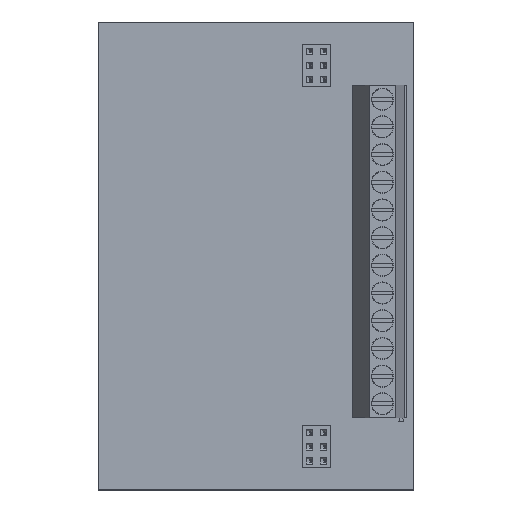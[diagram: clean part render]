
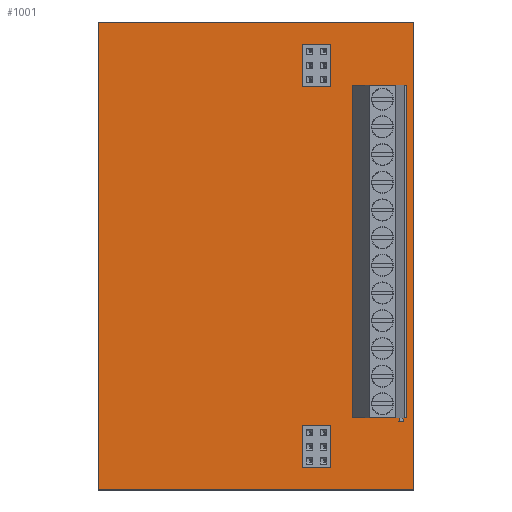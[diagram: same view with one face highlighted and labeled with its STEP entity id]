
A CAD part, top view. The second image highlights one B-rep face of the part: STEP entity #1001.
In plain terms, the highlighted planar face has unit normal (0, 0, 1).
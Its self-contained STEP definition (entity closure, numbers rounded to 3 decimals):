
#90 = VERTEX_POINT('',#91);
#91 = CARTESIAN_POINT('',(100.,-63.,0.));
#108 = VERTEX_POINT('',#109);
#109 = CARTESIAN_POINT('',(157.,-63.,0.));
#115 = EDGE_CURVE('',#90,#108,#116,.T.);
#116 = LINE('',#117,#118);
#117 = CARTESIAN_POINT('',(100.,-63.,0.));
#118 = VECTOR('',#119,1.);
#119 = DIRECTION('',(1.,0.,0.));
#130 = VERTEX_POINT('',#131);
#131 = CARTESIAN_POINT('',(100.,-147.5,0.));
#146 = EDGE_CURVE('',#130,#90,#147,.T.);
#147 = LINE('',#148,#149);
#148 = CARTESIAN_POINT('',(100.,-147.5,0.));
#149 = VECTOR('',#150,1.);
#150 = DIRECTION('',(0.,1.,0.));
#170 = VERTEX_POINT('',#171);
#171 = CARTESIAN_POINT('',(157.,-147.5,0.));
#177 = EDGE_CURVE('',#108,#170,#178,.T.);
#178 = LINE('',#179,#180);
#179 = CARTESIAN_POINT('',(157.,-63.,0.));
#180 = VECTOR('',#181,1.);
#181 = DIRECTION('',(0.,-1.,0.));
#199 = EDGE_CURVE('',#170,#130,#200,.T.);
#200 = LINE('',#201,#202);
#201 = CARTESIAN_POINT('',(157.,-147.5,0.));
#202 = VECTOR('',#203,1.);
#203 = DIRECTION('',(-1.,0.,0.));
#214 = VERTEX_POINT('',#215);
#215 = CARTESIAN_POINT('',(151.78,-131.962,0.));
#231 = EDGE_CURVE('',#214,#214,#232,.T.);
#232 = CIRCLE('',#233,0.65);
#233 = AXIS2_PLACEMENT_3D('',#234,#235,#236);
#234 = CARTESIAN_POINT('',(151.13,-131.962,0.));
#235 = DIRECTION('',(0.,0.,1.));
#236 = DIRECTION('',(1.,0.,-0.));
#247 = VERTEX_POINT('',#248);
#248 = CARTESIAN_POINT('',(151.78,-126.962,0.));
#264 = EDGE_CURVE('',#247,#247,#265,.T.);
#265 = CIRCLE('',#266,0.65);
#266 = AXIS2_PLACEMENT_3D('',#267,#268,#269);
#267 = CARTESIAN_POINT('',(151.13,-126.962,0.));
#268 = DIRECTION('',(0.,0.,1.));
#269 = DIRECTION('',(1.,0.,-0.));
#280 = VERTEX_POINT('',#281);
#281 = CARTESIAN_POINT('',(151.78,-121.962,0.));
#297 = EDGE_CURVE('',#280,#280,#298,.T.);
#298 = CIRCLE('',#299,0.65);
#299 = AXIS2_PLACEMENT_3D('',#300,#301,#302);
#300 = CARTESIAN_POINT('',(151.13,-121.962,0.));
#301 = DIRECTION('',(0.,0.,1.));
#302 = DIRECTION('',(1.,0.,-0.));
#313 = VERTEX_POINT('',#314);
#314 = CARTESIAN_POINT('',(151.78,-116.962,0.));
#330 = EDGE_CURVE('',#313,#313,#331,.T.);
#331 = CIRCLE('',#332,0.65);
#332 = AXIS2_PLACEMENT_3D('',#333,#334,#335);
#333 = CARTESIAN_POINT('',(151.13,-116.962,0.));
#334 = DIRECTION('',(0.,0.,1.));
#335 = DIRECTION('',(1.,0.,-0.));
#346 = VERTEX_POINT('',#347);
#347 = CARTESIAN_POINT('',(151.78,-111.962,0.));
#363 = EDGE_CURVE('',#346,#346,#364,.T.);
#364 = CIRCLE('',#365,0.65);
#365 = AXIS2_PLACEMENT_3D('',#366,#367,#368);
#366 = CARTESIAN_POINT('',(151.13,-111.962,0.));
#367 = DIRECTION('',(0.,0.,1.));
#368 = DIRECTION('',(1.,0.,-0.));
#379 = VERTEX_POINT('',#380);
#380 = CARTESIAN_POINT('',(151.78,-106.962,0.));
#396 = EDGE_CURVE('',#379,#379,#397,.T.);
#397 = CIRCLE('',#398,0.65);
#398 = AXIS2_PLACEMENT_3D('',#399,#400,#401);
#399 = CARTESIAN_POINT('',(151.13,-106.962,0.));
#400 = DIRECTION('',(0.,0.,1.));
#401 = DIRECTION('',(1.,0.,-0.));
#412 = VERTEX_POINT('',#413);
#413 = CARTESIAN_POINT('',(141.216,-142.24,0.));
#429 = EDGE_CURVE('',#412,#412,#430,.T.);
#430 = CIRCLE('',#431,0.5);
#431 = AXIS2_PLACEMENT_3D('',#432,#433,#434);
#432 = CARTESIAN_POINT('',(140.716,-142.24,0.));
#433 = DIRECTION('',(0.,0.,1.));
#434 = DIRECTION('',(1.,0.,-0.));
#445 = VERTEX_POINT('',#446);
#446 = CARTESIAN_POINT('',(141.216,-139.7,0.));
#462 = EDGE_CURVE('',#445,#445,#463,.T.);
#463 = CIRCLE('',#464,0.5);
#464 = AXIS2_PLACEMENT_3D('',#465,#466,#467);
#465 = CARTESIAN_POINT('',(140.716,-139.7,0.));
#466 = DIRECTION('',(0.,0.,1.));
#467 = DIRECTION('',(1.,0.,-0.));
#478 = VERTEX_POINT('',#479);
#479 = CARTESIAN_POINT('',(141.216,-137.16,0.));
#495 = EDGE_CURVE('',#478,#478,#496,.T.);
#496 = CIRCLE('',#497,0.5);
#497 = AXIS2_PLACEMENT_3D('',#498,#499,#500);
#498 = CARTESIAN_POINT('',(140.716,-137.16,0.));
#499 = DIRECTION('',(0.,0.,1.));
#500 = DIRECTION('',(1.,0.,-0.));
#511 = VERTEX_POINT('',#512);
#512 = CARTESIAN_POINT('',(138.676,-142.24,0.));
#528 = EDGE_CURVE('',#511,#511,#529,.T.);
#529 = CIRCLE('',#530,0.5);
#530 = AXIS2_PLACEMENT_3D('',#531,#532,#533);
#531 = CARTESIAN_POINT('',(138.176,-142.24,0.));
#532 = DIRECTION('',(0.,0.,1.));
#533 = DIRECTION('',(1.,0.,-0.));
#544 = VERTEX_POINT('',#545);
#545 = CARTESIAN_POINT('',(138.676,-139.7,0.));
#561 = EDGE_CURVE('',#544,#544,#562,.T.);
#562 = CIRCLE('',#563,0.5);
#563 = AXIS2_PLACEMENT_3D('',#564,#565,#566);
#564 = CARTESIAN_POINT('',(138.176,-139.7,0.));
#565 = DIRECTION('',(0.,0.,1.));
#566 = DIRECTION('',(1.,0.,-0.));
#577 = VERTEX_POINT('',#578);
#578 = CARTESIAN_POINT('',(138.676,-137.16,0.));
#594 = EDGE_CURVE('',#577,#577,#595,.T.);
#595 = CIRCLE('',#596,0.5);
#596 = AXIS2_PLACEMENT_3D('',#597,#598,#599);
#597 = CARTESIAN_POINT('',(138.176,-137.16,0.));
#598 = DIRECTION('',(0.,0.,1.));
#599 = DIRECTION('',(1.,0.,-0.));
#610 = VERTEX_POINT('',#611);
#611 = CARTESIAN_POINT('',(151.78,-101.962,0.));
#627 = EDGE_CURVE('',#610,#610,#628,.T.);
#628 = CIRCLE('',#629,0.65);
#629 = AXIS2_PLACEMENT_3D('',#630,#631,#632);
#630 = CARTESIAN_POINT('',(151.13,-101.962,0.));
#631 = DIRECTION('',(0.,0.,1.));
#632 = DIRECTION('',(1.,0.,-0.));
#643 = VERTEX_POINT('',#644);
#644 = CARTESIAN_POINT('',(151.78,-96.962,0.));
#660 = EDGE_CURVE('',#643,#643,#661,.T.);
#661 = CIRCLE('',#662,0.65);
#662 = AXIS2_PLACEMENT_3D('',#663,#664,#665);
#663 = CARTESIAN_POINT('',(151.13,-96.962,0.));
#664 = DIRECTION('',(0.,0.,1.));
#665 = DIRECTION('',(1.,0.,-0.));
#676 = VERTEX_POINT('',#677);
#677 = CARTESIAN_POINT('',(151.78,-91.962,0.));
#693 = EDGE_CURVE('',#676,#676,#694,.T.);
#694 = CIRCLE('',#695,0.65);
#695 = AXIS2_PLACEMENT_3D('',#696,#697,#698);
#696 = CARTESIAN_POINT('',(151.13,-91.962,0.));
#697 = DIRECTION('',(0.,0.,1.));
#698 = DIRECTION('',(1.,0.,-0.));
#709 = VERTEX_POINT('',#710);
#710 = CARTESIAN_POINT('',(151.78,-86.962,0.));
#726 = EDGE_CURVE('',#709,#709,#727,.T.);
#727 = CIRCLE('',#728,0.65);
#728 = AXIS2_PLACEMENT_3D('',#729,#730,#731);
#729 = CARTESIAN_POINT('',(151.13,-86.962,0.));
#730 = DIRECTION('',(0.,0.,1.));
#731 = DIRECTION('',(1.,0.,-0.));
#742 = VERTEX_POINT('',#743);
#743 = CARTESIAN_POINT('',(151.78,-81.962,0.));
#759 = EDGE_CURVE('',#742,#742,#760,.T.);
#760 = CIRCLE('',#761,0.65);
#761 = AXIS2_PLACEMENT_3D('',#762,#763,#764);
#762 = CARTESIAN_POINT('',(151.13,-81.962,0.));
#763 = DIRECTION('',(0.,0.,1.));
#764 = DIRECTION('',(1.,0.,-0.));
#775 = VERTEX_POINT('',#776);
#776 = CARTESIAN_POINT('',(151.78,-76.962,0.));
#792 = EDGE_CURVE('',#775,#775,#793,.T.);
#793 = CIRCLE('',#794,0.65);
#794 = AXIS2_PLACEMENT_3D('',#795,#796,#797);
#795 = CARTESIAN_POINT('',(151.13,-76.962,0.));
#796 = DIRECTION('',(0.,0.,1.));
#797 = DIRECTION('',(1.,0.,-0.));
#808 = VERTEX_POINT('',#809);
#809 = CARTESIAN_POINT('',(141.216,-73.406,0.));
#825 = EDGE_CURVE('',#808,#808,#826,.T.);
#826 = CIRCLE('',#827,0.5);
#827 = AXIS2_PLACEMENT_3D('',#828,#829,#830);
#828 = CARTESIAN_POINT('',(140.716,-73.406,0.));
#829 = DIRECTION('',(0.,0.,1.));
#830 = DIRECTION('',(1.,0.,-0.));
#841 = VERTEX_POINT('',#842);
#842 = CARTESIAN_POINT('',(141.216,-70.866,0.));
#858 = EDGE_CURVE('',#841,#841,#859,.T.);
#859 = CIRCLE('',#860,0.5);
#860 = AXIS2_PLACEMENT_3D('',#861,#862,#863);
#861 = CARTESIAN_POINT('',(140.716,-70.866,0.));
#862 = DIRECTION('',(0.,0.,1.));
#863 = DIRECTION('',(1.,0.,-0.));
#874 = VERTEX_POINT('',#875);
#875 = CARTESIAN_POINT('',(141.216,-68.326,0.));
#891 = EDGE_CURVE('',#874,#874,#892,.T.);
#892 = CIRCLE('',#893,0.5);
#893 = AXIS2_PLACEMENT_3D('',#894,#895,#896);
#894 = CARTESIAN_POINT('',(140.716,-68.326,0.));
#895 = DIRECTION('',(0.,0.,1.));
#896 = DIRECTION('',(1.,0.,-0.));
#907 = VERTEX_POINT('',#908);
#908 = CARTESIAN_POINT('',(138.676,-73.406,0.));
#924 = EDGE_CURVE('',#907,#907,#925,.T.);
#925 = CIRCLE('',#926,0.5);
#926 = AXIS2_PLACEMENT_3D('',#927,#928,#929);
#927 = CARTESIAN_POINT('',(138.176,-73.406,0.));
#928 = DIRECTION('',(0.,0.,1.));
#929 = DIRECTION('',(1.,0.,-0.));
#940 = VERTEX_POINT('',#941);
#941 = CARTESIAN_POINT('',(138.676,-70.866,0.));
#957 = EDGE_CURVE('',#940,#940,#958,.T.);
#958 = CIRCLE('',#959,0.5);
#959 = AXIS2_PLACEMENT_3D('',#960,#961,#962);
#960 = CARTESIAN_POINT('',(138.176,-70.866,0.));
#961 = DIRECTION('',(0.,0.,1.));
#962 = DIRECTION('',(1.,0.,-0.));
#973 = VERTEX_POINT('',#974);
#974 = CARTESIAN_POINT('',(138.676,-68.326,0.));
#990 = EDGE_CURVE('',#973,#973,#991,.T.);
#991 = CIRCLE('',#992,0.5);
#992 = AXIS2_PLACEMENT_3D('',#993,#994,#995);
#993 = CARTESIAN_POINT('',(138.176,-68.326,0.));
#994 = DIRECTION('',(0.,0.,1.));
#995 = DIRECTION('',(1.,0.,-0.));
#1001 = ADVANCED_FACE('',(#1002,#1008,#1011,#1014,#1017,#1020,#1023,
    #1026,#1029,#1032,#1035,#1038,#1041,#1044,#1047,#1050,#1053,#1056,
    #1059,#1062,#1065,#1068,#1071,#1074,#1077),#1080,.F.);
#1002 = FACE_BOUND('',#1003,.F.);
#1003 = EDGE_LOOP('',(#1004,#1005,#1006,#1007));
#1004 = ORIENTED_EDGE('',*,*,#115,.T.);
#1005 = ORIENTED_EDGE('',*,*,#177,.T.);
#1006 = ORIENTED_EDGE('',*,*,#199,.T.);
#1007 = ORIENTED_EDGE('',*,*,#146,.T.);
#1008 = FACE_BOUND('',#1009,.F.);
#1009 = EDGE_LOOP('',(#1010));
#1010 = ORIENTED_EDGE('',*,*,#231,.T.);
#1011 = FACE_BOUND('',#1012,.F.);
#1012 = EDGE_LOOP('',(#1013));
#1013 = ORIENTED_EDGE('',*,*,#264,.T.);
#1014 = FACE_BOUND('',#1015,.F.);
#1015 = EDGE_LOOP('',(#1016));
#1016 = ORIENTED_EDGE('',*,*,#297,.T.);
#1017 = FACE_BOUND('',#1018,.F.);
#1018 = EDGE_LOOP('',(#1019));
#1019 = ORIENTED_EDGE('',*,*,#330,.T.);
#1020 = FACE_BOUND('',#1021,.F.);
#1021 = EDGE_LOOP('',(#1022));
#1022 = ORIENTED_EDGE('',*,*,#363,.T.);
#1023 = FACE_BOUND('',#1024,.F.);
#1024 = EDGE_LOOP('',(#1025));
#1025 = ORIENTED_EDGE('',*,*,#396,.T.);
#1026 = FACE_BOUND('',#1027,.F.);
#1027 = EDGE_LOOP('',(#1028));
#1028 = ORIENTED_EDGE('',*,*,#429,.T.);
#1029 = FACE_BOUND('',#1030,.F.);
#1030 = EDGE_LOOP('',(#1031));
#1031 = ORIENTED_EDGE('',*,*,#462,.T.);
#1032 = FACE_BOUND('',#1033,.F.);
#1033 = EDGE_LOOP('',(#1034));
#1034 = ORIENTED_EDGE('',*,*,#495,.T.);
#1035 = FACE_BOUND('',#1036,.F.);
#1036 = EDGE_LOOP('',(#1037));
#1037 = ORIENTED_EDGE('',*,*,#528,.T.);
#1038 = FACE_BOUND('',#1039,.F.);
#1039 = EDGE_LOOP('',(#1040));
#1040 = ORIENTED_EDGE('',*,*,#561,.T.);
#1041 = FACE_BOUND('',#1042,.F.);
#1042 = EDGE_LOOP('',(#1043));
#1043 = ORIENTED_EDGE('',*,*,#594,.T.);
#1044 = FACE_BOUND('',#1045,.F.);
#1045 = EDGE_LOOP('',(#1046));
#1046 = ORIENTED_EDGE('',*,*,#627,.T.);
#1047 = FACE_BOUND('',#1048,.F.);
#1048 = EDGE_LOOP('',(#1049));
#1049 = ORIENTED_EDGE('',*,*,#660,.T.);
#1050 = FACE_BOUND('',#1051,.F.);
#1051 = EDGE_LOOP('',(#1052));
#1052 = ORIENTED_EDGE('',*,*,#693,.T.);
#1053 = FACE_BOUND('',#1054,.F.);
#1054 = EDGE_LOOP('',(#1055));
#1055 = ORIENTED_EDGE('',*,*,#726,.T.);
#1056 = FACE_BOUND('',#1057,.F.);
#1057 = EDGE_LOOP('',(#1058));
#1058 = ORIENTED_EDGE('',*,*,#759,.T.);
#1059 = FACE_BOUND('',#1060,.F.);
#1060 = EDGE_LOOP('',(#1061));
#1061 = ORIENTED_EDGE('',*,*,#792,.T.);
#1062 = FACE_BOUND('',#1063,.F.);
#1063 = EDGE_LOOP('',(#1064));
#1064 = ORIENTED_EDGE('',*,*,#825,.T.);
#1065 = FACE_BOUND('',#1066,.F.);
#1066 = EDGE_LOOP('',(#1067));
#1067 = ORIENTED_EDGE('',*,*,#858,.T.);
#1068 = FACE_BOUND('',#1069,.F.);
#1069 = EDGE_LOOP('',(#1070));
#1070 = ORIENTED_EDGE('',*,*,#891,.T.);
#1071 = FACE_BOUND('',#1072,.F.);
#1072 = EDGE_LOOP('',(#1073));
#1073 = ORIENTED_EDGE('',*,*,#924,.T.);
#1074 = FACE_BOUND('',#1075,.F.);
#1075 = EDGE_LOOP('',(#1076));
#1076 = ORIENTED_EDGE('',*,*,#957,.T.);
#1077 = FACE_BOUND('',#1078,.F.);
#1078 = EDGE_LOOP('',(#1079));
#1079 = ORIENTED_EDGE('',*,*,#990,.T.);
#1080 = PLANE('',#1081);
#1081 = AXIS2_PLACEMENT_3D('',#1082,#1083,#1084);
#1082 = CARTESIAN_POINT('',(128.5,-105.25,0.));
#1083 = DIRECTION('',(-0.,-0.,-1.));
#1084 = DIRECTION('',(-1.,0.,0.));
